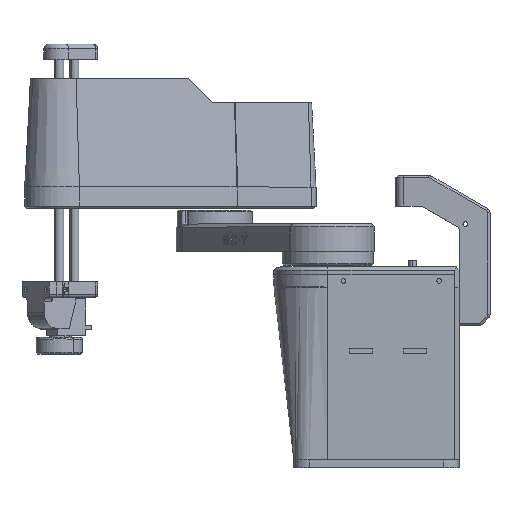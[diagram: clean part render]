
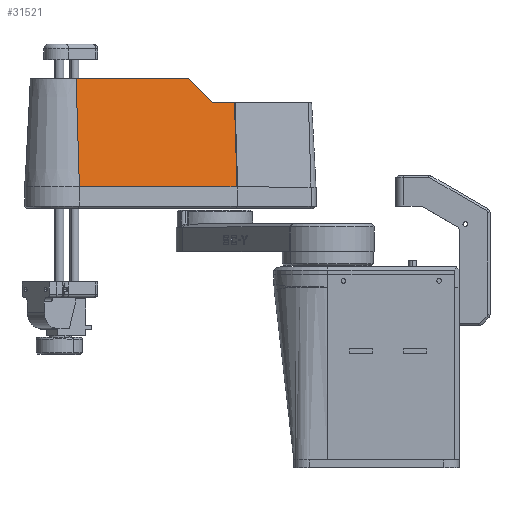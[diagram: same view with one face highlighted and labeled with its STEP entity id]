
A CAD part, top view. The second image highlights one B-rep face of the part: STEP entity #31521.
In plain terms, the highlighted face is planar.
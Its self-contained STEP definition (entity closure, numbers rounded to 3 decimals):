
#1978 = VECTOR ( 'NONE', #23962, 1000. ) ;
#2117 = CARTESIAN_POINT ( 'NONE',  ( -125.392, 55., 19.614 ) ) ;
#2848 = CARTESIAN_POINT ( 'NONE',  ( -125.45, 0., 22.495 ) ) ;
#3379 = PLANE ( 'NONE',  #48695 ) ;
#3563 = CARTESIAN_POINT ( 'NONE',  ( -125.45, 0., 22.495 ) ) ;
#3999 = VECTOR ( 'NONE', #30447, 1000. ) ;
#4142 = LINE ( 'NONE', #2117, #11570 ) ;
#4962 = LINE ( 'NONE', #45247, #49996 ) ;
#6019 = DIRECTION ( 'NONE',  ( -0.001, -0.999, 0.052 ) ) ;
#7017 = EDGE_CURVE ( 'NONE', #27463, #30174, #38862, .T. ) ;
#11371 = EDGE_CURVE ( 'NONE', #42538, #30103, #37268, .T. ) ;
#11570 = VECTOR ( 'NONE', #46089, 1000. ) ;
#11897 = CARTESIAN_POINT ( 'NONE',  ( 58.89, 70., 22.514 ) ) ;
#12144 = ORIENTED_EDGE ( 'NONE', *, *, #31085, .F. ) ;
#12664 = FACE_OUTER_BOUND ( 'NONE', #46722, .T. ) ;
#13202 = VERTEX_POINT ( 'NONE', #44125 ) ;
#13562 = CARTESIAN_POINT ( 'NONE',  ( -125.45, 0., 22.495 ) ) ;
#19479 = VECTOR ( 'NONE', #47888, 1000. ) ;
#20844 = CARTESIAN_POINT ( 'NONE',  ( -125.377, 70., 18.828 ) ) ;
#22613 = EDGE_CURVE ( 'NONE', #27463, #42456, #4142, .T. ) ;
#22803 = ORIENTED_EDGE ( 'NONE', *, *, #22613, .T. ) ;
#23962 = DIRECTION ( 'NONE',  ( 1., 0., 0.02 ) ) ;
#24406 = DIRECTION ( 'NONE',  ( -0.02, 0.052, 0.998 ) ) ;
#27343 = ORIENTED_EDGE ( 'NONE', *, *, #11371, .T. ) ;
#27463 = VERTEX_POINT ( 'NONE', #38413 ) ;
#27849 = EDGE_CURVE ( 'NONE', #42456, #13202, #4962, .T. ) ;
#29626 = ORIENTED_EDGE ( 'NONE', *, *, #27849, .T. ) ;
#30103 = VERTEX_POINT ( 'NONE', #13562 ) ;
#30174 = VERTEX_POINT ( 'NONE', #38148 ) ;
#30447 = DIRECTION ( 'NONE',  ( -0.001, -0.999, 0.052 ) ) ;
#31085 = EDGE_CURVE ( 'NONE', #42538, #13202, #36095, .T. ) ;
#31521 = ADVANCED_FACE ( 'NONE', ( #12664 ), #3379, .T. ) ;
#31793 = ORIENTED_EDGE ( 'NONE', *, *, #46851, .T. ) ;
#32049 = CARTESIAN_POINT ( 'NONE',  ( -18.018, 55., 21.762 ) ) ;
#32383 = CARTESIAN_POINT ( 'NONE',  ( -125.45, 0., 22.495 ) ) ;
#33351 = DIRECTION ( 'NONE',  ( -0.778, 0.626, -0.048 ) ) ;
#36095 = LINE ( 'NONE', #11897, #19479 ) ;
#37268 = LINE ( 'NONE', #2848, #3999 ) ;
#38148 = CARTESIAN_POINT ( 'NONE',  ( -0.5, 0., 24.995 ) ) ;
#38413 = CARTESIAN_POINT ( 'NONE',  ( -0.442, 55., 22.113 ) ) ;
#38862 = LINE ( 'NONE', #49632, #44382 ) ;
#42456 = VERTEX_POINT ( 'NONE', #32049 ) ;
#42538 = VERTEX_POINT ( 'NONE', #20844 ) ;
#42699 = LINE ( 'NONE', #32383, #1978 ) ;
#44125 = CARTESIAN_POINT ( 'NONE',  ( -36.669, 70., 20.602 ) ) ;
#44382 = VECTOR ( 'NONE', #6019, 1000. ) ;
#45247 = CARTESIAN_POINT ( 'NONE',  ( -56.277, 85.77, 19.383 ) ) ;
#46089 = DIRECTION ( 'NONE',  ( -1., 0., -0.02 ) ) ;
#46722 = EDGE_LOOP ( 'NONE', ( #22803, #29626, #12144, #27343, #31793, #50739 ) ) ;
#46851 = EDGE_CURVE ( 'NONE', #30103, #30174, #42699, .T. ) ;
#47888 = DIRECTION ( 'NONE',  ( 1., 0., 0.02 ) ) ;
#48695 = AXIS2_PLACEMENT_3D ( 'NONE', #3563, #24406, #50652 ) ;
#49632 = CARTESIAN_POINT ( 'NONE',  ( -0.5, 0., 24.995 ) ) ;
#49996 = VECTOR ( 'NONE', #33351, 1000. ) ;
#50652 = DIRECTION ( 'NONE',  ( 0., -0.999, 0.052 ) ) ;
#50739 = ORIENTED_EDGE ( 'NONE', *, *, #7017, .F. ) ;
